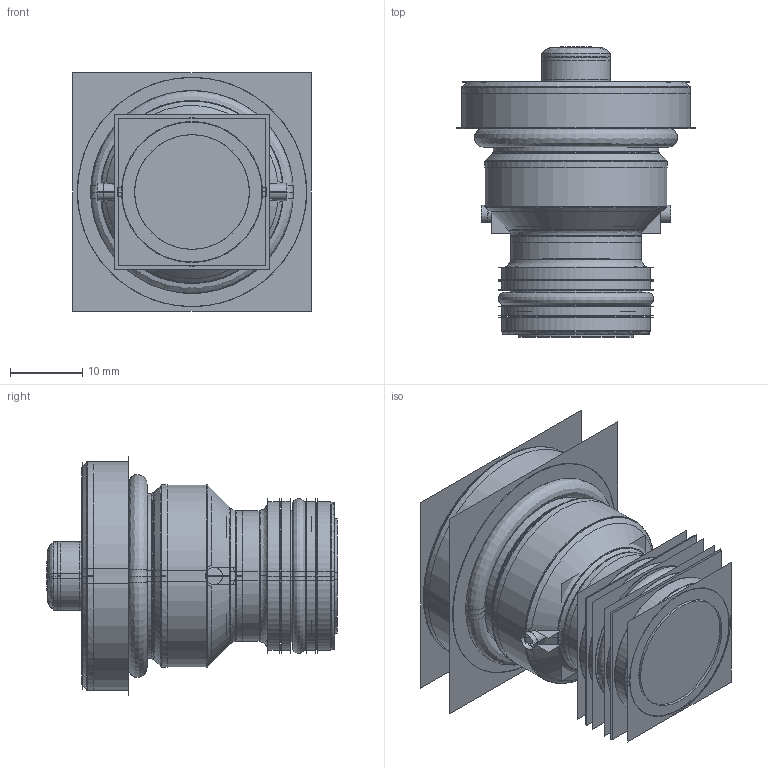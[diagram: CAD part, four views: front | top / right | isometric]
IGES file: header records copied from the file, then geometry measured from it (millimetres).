
Start section:  PTC IGES file: ilc21020601.igs
Global section: file name: ilc21020601.igs; native system: Creo Parametric by Parametric Technology Corporation; preprocessor: 2017170; author: Mjust; organization: Unknown; date: 20200204.141201; units: inch
Bounding box: 33.02 x 40.16 x 33.05 mm (x, y, z)
Surface area: 20429.6 mm2 (no closed solid volume)
Topology: 0 solids, 0 shells, 226 faces, 2525 edges, 3055 vertices
Faces by surface type: revolution 176, bspline 50
